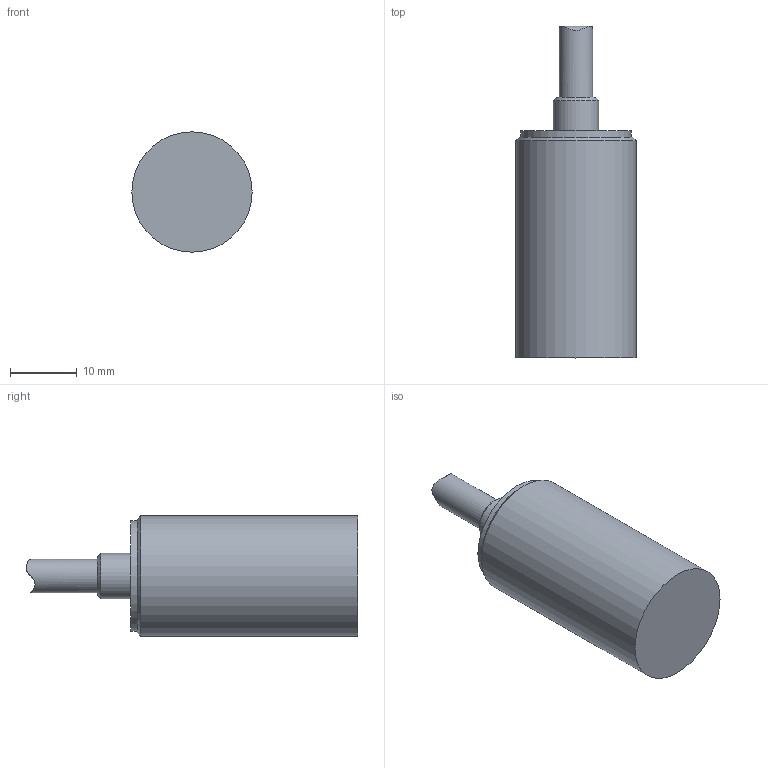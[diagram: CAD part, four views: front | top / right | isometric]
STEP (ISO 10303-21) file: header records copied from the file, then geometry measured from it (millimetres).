
FILE_DESCRIPTION(/* description */ (''),/* implementation_level */ '2;1');
FILE_NAME(/* name */ 'IA0092_Shrinkwrap_1.stp',/* time_stamp */ '2022-06-02T13:56:17+02:00',/* author */ ('Krieger Anja'),/* organization */ (''),/* preprocessor_version */ 'ST-DEVELOPER v18.1',/* originating_system */ 'Autodesk Inventor 2021',/* authorisation */ '');
FILE_SCHEMA (('AUTOMOTIVE_DESIGN { 1 0 10303 214 3 1 1 }'));
Length unit declared in the file: millimetre
Products named in the file (1): IA0092_Shrinkwrap_1
Bounding box: 18 x 49.67 x 18 mm (x, y, z)
Volume: 8979.8 mm3; surface area: 2670.5 mm2
Topology: 1 solids, 1 shells, 12 faces, 22 edges, 15 vertices
Faces by surface type: cylinder 6, plane 4, cone 2
Full cylindrical faces by diameter (mm): 5 x1, 6.8 x1, 16.5 x1, 18 x1
Entity records: 446 total; most frequent: CARTESIAN_POINT 110, DIRECTION 55, ORIENTED_EDGE 44, AXIS2_PLACEMENT_3D 24, EDGE_CURVE 22, EDGE_LOOP 15, VERTEX_POINT 15, STYLED_ITEM 13
